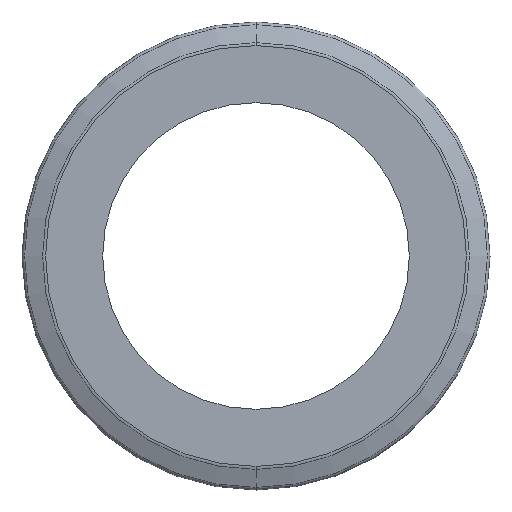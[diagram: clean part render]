
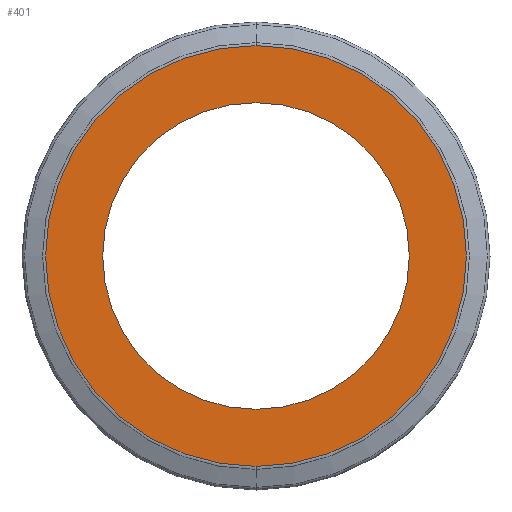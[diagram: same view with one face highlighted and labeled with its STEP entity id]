
A CAD part, front view. The second image highlights one B-rep face of the part: STEP entity #401.
In plain terms, the highlighted planar face has unit normal (0, -1, 0).
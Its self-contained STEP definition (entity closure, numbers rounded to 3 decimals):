
#8 = CIRCLE ( 'NONE', #130, 9.16 ) ;
#10 = CARTESIAN_POINT ( 'NONE',  ( 0., 0., -12.572 ) ) ;
#32 = DIRECTION ( 'NONE',  ( 0., 0., 1. ) ) ;
#45 = DIRECTION ( 'NONE',  ( 0., 0., 1. ) ) ;
#68 = CARTESIAN_POINT ( 'NONE',  ( 0., 0., 0. ) ) ;
#78 = DIRECTION ( 'NONE',  ( 0., 0., 1. ) ) ;
#113 = CARTESIAN_POINT ( 'NONE',  ( 0., 0., 12.572 ) ) ;
#116 = VERTEX_POINT ( 'NONE', #338 ) ;
#120 = AXIS2_PLACEMENT_3D ( 'NONE', #68, #195, #159 ) ;
#125 = CARTESIAN_POINT ( 'NONE',  ( 0., 0., 0. ) ) ;
#130 = AXIS2_PLACEMENT_3D ( 'NONE', #382, #161, #32 ) ;
#148 = AXIS2_PLACEMENT_3D ( 'NONE', #125, #301, #477 ) ;
#153 = EDGE_CURVE ( 'NONE', #365, #244, #275, .T. ) ;
#159 = DIRECTION ( 'NONE',  ( 0., 0., 1. ) ) ;
#161 = DIRECTION ( 'NONE',  ( 0., 1., 0. ) ) ;
#195 = DIRECTION ( 'NONE',  ( 0., 1., 0. ) ) ;
#206 = FACE_BOUND ( 'NONE', #239, .T. ) ;
#210 = CIRCLE ( 'NONE', #360, 12.572 ) ;
#230 = CIRCLE ( 'NONE', #120, 9.16 ) ;
#239 = EDGE_LOOP ( 'NONE', ( #242, #321 ) ) ;
#242 = ORIENTED_EDGE ( 'NONE', *, *, #370, .T. ) ;
#244 = VERTEX_POINT ( 'NONE', #10 ) ;
#261 = CARTESIAN_POINT ( 'NONE',  ( 0., 0., 0. ) ) ;
#264 = ORIENTED_EDGE ( 'NONE', *, *, #292, .F. ) ;
#267 = CARTESIAN_POINT ( 'NONE',  ( 0., 0., -9.16 ) ) ;
#275 = CIRCLE ( 'NONE', #148, 12.572 ) ;
#291 = VERTEX_POINT ( 'NONE', #267 ) ;
#292 = EDGE_CURVE ( 'NONE', #244, #365, #210, .T. ) ;
#298 = PLANE ( 'NONE',  #454 ) ;
#301 = DIRECTION ( 'NONE',  ( 0., 1., 0. ) ) ;
#321 = ORIENTED_EDGE ( 'NONE', *, *, #387, .T. ) ;
#338 = CARTESIAN_POINT ( 'NONE',  ( 0., 0., 9.16 ) ) ;
#360 = AXIS2_PLACEMENT_3D ( 'NONE', #261, #481, #45 ) ;
#365 = VERTEX_POINT ( 'NONE', #113 ) ;
#370 = EDGE_CURVE ( 'NONE', #116, #291, #230, .T. ) ;
#382 = CARTESIAN_POINT ( 'NONE',  ( 0., 0., 0. ) ) ;
#387 = EDGE_CURVE ( 'NONE', #291, #116, #8, .T. ) ;
#401 = ADVANCED_FACE ( 'NONE', ( #206, #508 ), #298, .T. ) ;
#427 = DIRECTION ( 'NONE',  ( 0., -1., 0. ) ) ;
#454 = AXIS2_PLACEMENT_3D ( 'NONE', #473, #427, #78 ) ;
#460 = EDGE_LOOP ( 'NONE', ( #500, #264 ) ) ;
#473 = CARTESIAN_POINT ( 'NONE',  ( 0., 0., 0. ) ) ;
#477 = DIRECTION ( 'NONE',  ( 0., 0., 1. ) ) ;
#481 = DIRECTION ( 'NONE',  ( 0., 1., 0. ) ) ;
#500 = ORIENTED_EDGE ( 'NONE', *, *, #153, .F. ) ;
#508 = FACE_OUTER_BOUND ( 'NONE', #460, .T. ) ;
